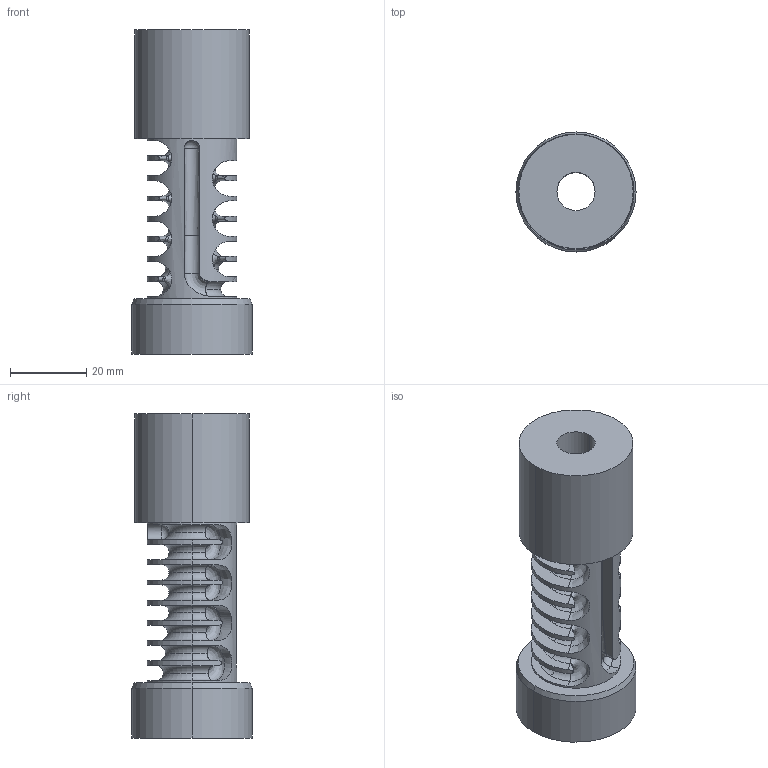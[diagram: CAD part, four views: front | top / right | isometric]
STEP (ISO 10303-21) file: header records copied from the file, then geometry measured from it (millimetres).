
FILE_DESCRIPTION (( 'STEP AP214' ), '1' );
FILE_NAME ('Drehteil mit Nuten_LC_Step 214.STEP', '2017-01-05T07:49:48', ( '' ), ( '' ), 'SwSTEP 2.0', 'SolidWorks 2015', '' );
FILE_SCHEMA (( 'AUTOMOTIVE_DESIGN' ));
Length unit declared in the file: millimetre
Products named in the file (1): Drehteil mit Nuten_LC_Step 214
Bounding box: 31.5 x 31.5 x 85.02 mm (x, y, z)
Volume: 32887.3 mm3; surface area: 15054.7 mm2
Topology: 1 solids, 1 shells, 134 faces, 579 edges, 448 vertices
Faces by surface type: torus 44, bspline 38, cylinder 24, plane 22, cone 4, sphere 2
Entity records: 14334 total; most frequent: CARTESIAN_POINT 9649, ORIENTED_EDGE 1154, DIRECTION 887, EDGE_CURVE 577, VERTEX_POINT 447, AXIS2_PLACEMENT_3D 425, CIRCLE 328, B_SPLINE_CURVE_WITH_KNOTS 212
